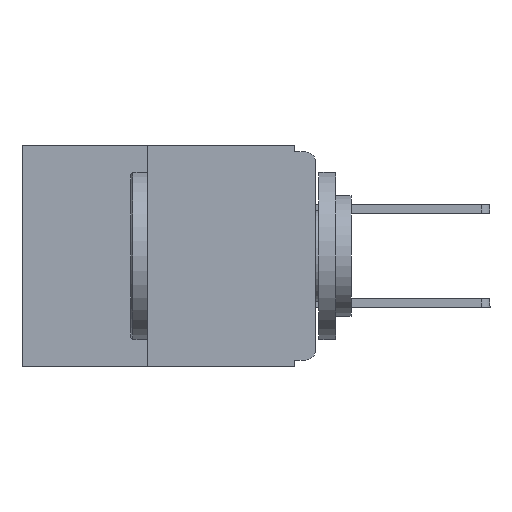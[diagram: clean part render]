
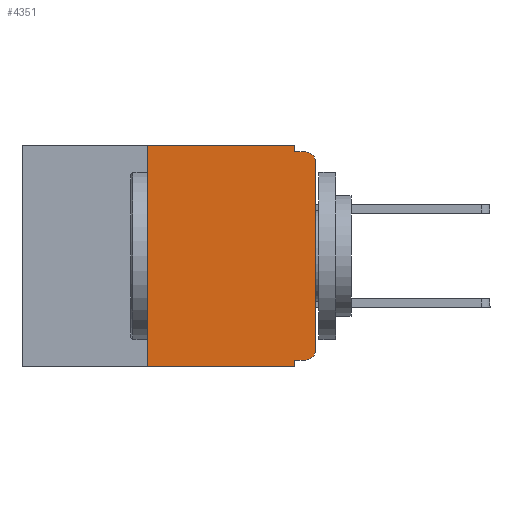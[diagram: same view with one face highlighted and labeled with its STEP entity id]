
A CAD part, left-side view. The second image highlights one B-rep face of the part: STEP entity #4351.
In plain terms, the highlighted planar face has unit normal (-1, 0, 0).
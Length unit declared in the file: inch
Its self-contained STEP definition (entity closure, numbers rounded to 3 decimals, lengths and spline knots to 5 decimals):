
#112 = CARTESIAN_POINT ( 'NONE',  ( 0., 0.25, -0.33 ) ) ;
#413 = CARTESIAN_POINT ( 'NONE',  ( 0., 0.031, 0. ) ) ;
#599 = DIRECTION ( 'NONE',  ( 0., 0., 1. ) ) ;
#617 = CARTESIAN_POINT ( 'NONE',  ( 0., 0., 0. ) ) ;
#732 = EDGE_CURVE ( 'NONE', #12543, #896, #10738, .T. ) ;
#896 = VERTEX_POINT ( 'NONE', #22061 ) ;
#1010 = EDGE_CURVE ( 'NONE', #896, #11425, #14669, .T. ) ;
#1319 = ORIENTED_EDGE ( 'NONE', *, *, #26528, .T. ) ;
#1979 = CARTESIAN_POINT ( 'NONE',  ( 0., 0.437, -0.33 ) ) ;
#2048 = CARTESIAN_POINT ( 'NONE',  ( 0., 0., -0.01 ) ) ;
#2363 = VECTOR ( 'NONE', #599, 39.37008 ) ;
#3266 = ORIENTED_EDGE ( 'NONE', *, *, #732, .F. ) ;
#3505 = VECTOR ( 'NONE', #6121, 39.37008 ) ;
#3657 = CARTESIAN_POINT ( 'NONE',  ( 0., 0.031, -0.33 ) ) ;
#4351 = ADVANCED_FACE ( 'NONE', ( #21114 ), #20645, .F. ) ;
#4957 = LINE ( 'NONE', #22191, #25946 ) ;
#4980 = EDGE_CURVE ( 'NONE', #11425, #20593, #23663, .T. ) ;
#5007 = DIRECTION ( 'NONE',  ( 0., 0., 1. ) ) ;
#5192 = VECTOR ( 'NONE', #5007, 39.37008 ) ;
#5576 = CARTESIAN_POINT ( 'NONE',  ( 0., 0.25, -0.33 ) ) ;
#5905 = DIRECTION ( 'NONE',  ( -1., 0., 0. ) ) ;
#6121 = DIRECTION ( 'NONE',  ( 0., -1., 0. ) ) ;
#6468 = CARTESIAN_POINT ( 'NONE',  ( 0., 0., -0.32 ) ) ;
#6889 = VECTOR ( 'NONE', #11945, 39.37008 ) ;
#7646 = EDGE_CURVE ( 'NONE', #22688, #12280, #13595, .T. ) ;
#8039 = AXIS2_PLACEMENT_3D ( 'NONE', #12227, #12221, #12200 ) ;
#8510 = EDGE_CURVE ( 'NONE', #12280, #16936, #24112, .T. ) ;
#8791 = ORIENTED_EDGE ( 'NONE', *, *, #13247, .T. ) ;
#10738 = LINE ( 'NONE', #112, #5192 ) ;
#11425 = VERTEX_POINT ( 'NONE', #413 ) ;
#11746 = CARTESIAN_POINT ( 'NONE',  ( 0., 0.031, 0. ) ) ;
#11762 = DIRECTION ( 'NONE',  ( 0., 0., -1. ) ) ;
#11787 = VERTEX_POINT ( 'NONE', #26129 ) ;
#11945 = DIRECTION ( 'NONE',  ( 0., 0., -1. ) ) ;
#12200 = DIRECTION ( 'NONE',  ( 0., 0., -1. ) ) ;
#12221 = DIRECTION ( 'NONE',  ( -1., 0., 0. ) ) ;
#12227 = CARTESIAN_POINT ( 'NONE',  ( 0., 0.015, -0.305 ) ) ;
#12280 = VERTEX_POINT ( 'NONE', #13105 ) ;
#12543 = VERTEX_POINT ( 'NONE', #5576 ) ;
#13105 = CARTESIAN_POINT ( 'NONE',  ( 0., 0., -0.305 ) ) ;
#13247 = EDGE_CURVE ( 'NONE', #16936, #21163, #18600, .T. ) ;
#13473 = CARTESIAN_POINT ( 'NONE',  ( 0., 0.015, -0.01 ) ) ;
#13595 = CIRCLE ( 'NONE', #8039, 0.015 ) ;
#14009 = ORIENTED_EDGE ( 'NONE', *, *, #8510, .T. ) ;
#14654 = DIRECTION ( 'NONE',  ( 0., -1., 0. ) ) ;
#14669 = LINE ( 'NONE', #21635, #3505 ) ;
#14672 = CARTESIAN_POINT ( 'NONE',  ( 0., 0.015, -0.32 ) ) ;
#14969 = DIRECTION ( 'NONE',  ( 0., 1., 0. ) ) ;
#16115 = ORIENTED_EDGE ( 'NONE', *, *, #1010, .F. ) ;
#16908 = EDGE_LOOP ( 'NONE', ( #14009, #8791, #20193, #22082, #16115, #3266, #1319, #21523, #22369, #21501 ) ) ;
#16936 = VERTEX_POINT ( 'NONE', #21319 ) ;
#17520 = EDGE_CURVE ( 'NONE', #22688, #11787, #24973, .T. ) ;
#18525 = CARTESIAN_POINT ( 'NONE',  ( 0., 0.015, -0.025 ) ) ;
#18587 = VECTOR ( 'NONE', #18877, 39.37008 ) ;
#18600 = CIRCLE ( 'NONE', #21057, 0.015 ) ;
#18877 = DIRECTION ( 'NONE',  ( 0., -1., 0. ) ) ;
#19439 = VECTOR ( 'NONE', #14969, 39.37008 ) ;
#19707 = LINE ( 'NONE', #2048, #24592 ) ;
#20169 = CARTESIAN_POINT ( 'NONE',  ( 0., 0.031, -0.01 ) ) ;
#20193 = ORIENTED_EDGE ( 'NONE', *, *, #24542, .F. ) ;
#20584 = DIRECTION ( 'NONE',  ( 0., 0., -1. ) ) ;
#20593 = VERTEX_POINT ( 'NONE', #20169 ) ;
#20604 = DIRECTION ( 'NONE',  ( 1., 0., 0. ) ) ;
#20643 = DIRECTION ( 'NONE',  ( 0., 0., -1. ) ) ;
#20645 = PLANE ( 'NONE',  #20861 ) ;
#20861 = AXIS2_PLACEMENT_3D ( 'NONE', #21028, #20604, #20584 ) ;
#21028 = CARTESIAN_POINT ( 'NONE',  ( 0., 0.437, 0. ) ) ;
#21057 = AXIS2_PLACEMENT_3D ( 'NONE', #18525, #5905, #20643 ) ;
#21114 = FACE_OUTER_BOUND ( 'NONE', #16908, .T. ) ;
#21163 = VERTEX_POINT ( 'NONE', #13473 ) ;
#21319 = CARTESIAN_POINT ( 'NONE',  ( 0., 0., -0.025 ) ) ;
#21501 = ORIENTED_EDGE ( 'NONE', *, *, #7646, .T. ) ;
#21523 = ORIENTED_EDGE ( 'NONE', *, *, #22426, .F. ) ;
#21635 = CARTESIAN_POINT ( 'NONE',  ( 0., 0.437, 0. ) ) ;
#22061 = CARTESIAN_POINT ( 'NONE',  ( 0., 0.25, 0. ) ) ;
#22082 = ORIENTED_EDGE ( 'NONE', *, *, #4980, .F. ) ;
#22191 = CARTESIAN_POINT ( 'NONE',  ( 0., 0.031, -0.33 ) ) ;
#22369 = ORIENTED_EDGE ( 'NONE', *, *, #17520, .F. ) ;
#22426 = EDGE_CURVE ( 'NONE', #11787, #24371, #4957, .T. ) ;
#22688 = VERTEX_POINT ( 'NONE', #14672 ) ;
#23663 = LINE ( 'NONE', #11746, #6889 ) ;
#24112 = LINE ( 'NONE', #617, #2363 ) ;
#24371 = VERTEX_POINT ( 'NONE', #3657 ) ;
#24542 = EDGE_CURVE ( 'NONE', #20593, #21163, #19707, .T. ) ;
#24592 = VECTOR ( 'NONE', #14654, 39.37008 ) ;
#24794 = LINE ( 'NONE', #1979, #18587 ) ;
#24973 = LINE ( 'NONE', #6468, #19439 ) ;
#25946 = VECTOR ( 'NONE', #11762, 39.37008 ) ;
#26129 = CARTESIAN_POINT ( 'NONE',  ( 0., 0.031, -0.32 ) ) ;
#26528 = EDGE_CURVE ( 'NONE', #12543, #24371, #24794, .T. ) ;
